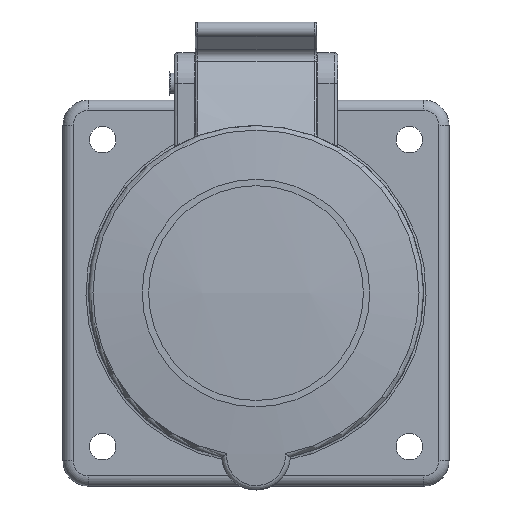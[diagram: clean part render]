
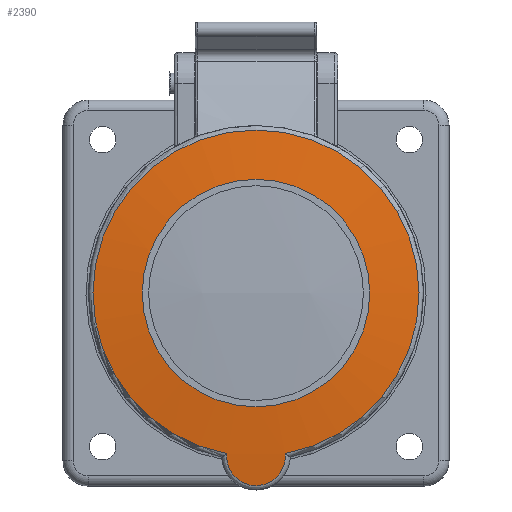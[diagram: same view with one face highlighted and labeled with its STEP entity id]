
A CAD part, front view. The second image highlights one B-rep face of the part: STEP entity #2390.
In plain terms, the highlighted spherical face has radius 244.999 mm.
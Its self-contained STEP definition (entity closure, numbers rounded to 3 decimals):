
#374=FACE_BOUND('',#6742,.T.);
#375=FACE_BOUND('',#6743,.T.);
#1868=SPHERICAL_SURFACE('',#32449,244.999);
#2390=ADVANCED_FACE('',(#374,#375),#1868,.T.);
#6742=EDGE_LOOP('',(#16222,#16223));
#6743=EDGE_LOOP('',(#16224));
#13002=CIRCLE('',#32447,31.88);
#13003=CIRCLE('',#32448,22.25);
#16222=ORIENTED_EDGE('',*,*,#27291,.F.);
#16223=ORIENTED_EDGE('',*,*,#27292,.T.);
#16224=ORIENTED_EDGE('',*,*,#27293,.T.);
#23983=VERTEX_POINT('',#53396);
#23984=VERTEX_POINT('',#53397);
#23985=VERTEX_POINT('',#53409);
#27291=EDGE_CURVE('',#23983,#23984,#13002,.T.);
#27292=EDGE_CURVE('',#23983,#23984,#31004,.T.);
#27293=EDGE_CURVE('',#23985,#23985,#13003,.T.);
#31004=B_SPLINE_CURVE_WITH_KNOTS('',3,(#53398,#53399,#53400,#53401,#53402,
#53403,#53404,#53405,#53406,#53407),.UNSPECIFIED.,.F.,.F.,(4,2,2,2,4),(0.,
0.25,0.5,0.75,1.),.UNSPECIFIED.);
#32447=AXIS2_PLACEMENT_3D('',#53395,#37179,#37180);
#32448=AXIS2_PLACEMENT_3D('',#53408,#37181,#37182);
#32449=AXIS2_PLACEMENT_3D('',#53410,#37183,#37184);
#37179=DIRECTION('',(0.,1.,0.));
#37180=DIRECTION('',(0.,0.,1.));
#37181=DIRECTION('',(0.,1.,0.));
#37182=DIRECTION('',(0.,0.,-1.));
#37183=DIRECTION('',(0.,0.,-1.));
#37184=DIRECTION('',(1.,0.,0.));
#53395=CARTESIAN_POINT('',(0.,-113.617,0.));
#53396=CARTESIAN_POINT('',(-5.696,-113.617,-31.37));
#53397=CARTESIAN_POINT('',(5.696,-113.617,-31.37));
#53398=CARTESIAN_POINT('',(-5.696,-113.617,-31.37));
#53399=CARTESIAN_POINT('',(-5.852,-113.408,-32.958));
#53400=CARTESIAN_POINT('',(-5.311,-113.193,-34.588));
#53401=CARTESIAN_POINT('',(-3.187,-112.883,-36.942));
#53402=CARTESIAN_POINT('',(-1.611,-112.789,-37.655));
#53403=CARTESIAN_POINT('',(1.617,-112.789,-37.653));
#53404=CARTESIAN_POINT('',(3.191,-112.884,-36.939));
#53405=CARTESIAN_POINT('',(5.311,-113.194,-34.586));
#53406=CARTESIAN_POINT('',(5.852,-113.408,-32.958));
#53407=CARTESIAN_POINT('',(5.696,-113.617,-31.37));
#53408=CARTESIAN_POINT('',(0.,-114.688,0.));
#53409=CARTESIAN_POINT('',(0.,-114.688,-22.25));
#53410=CARTESIAN_POINT('',(0.,129.299,0.));
